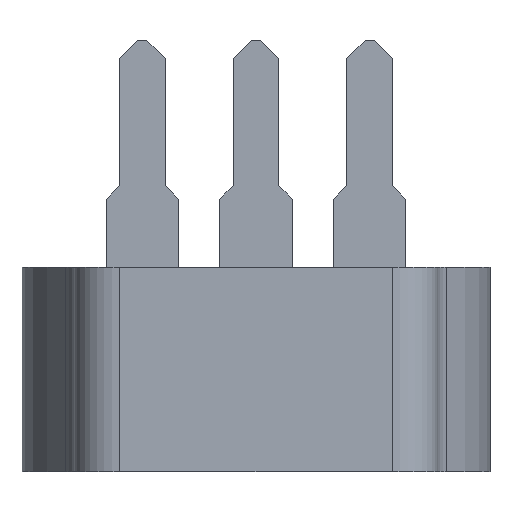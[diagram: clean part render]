
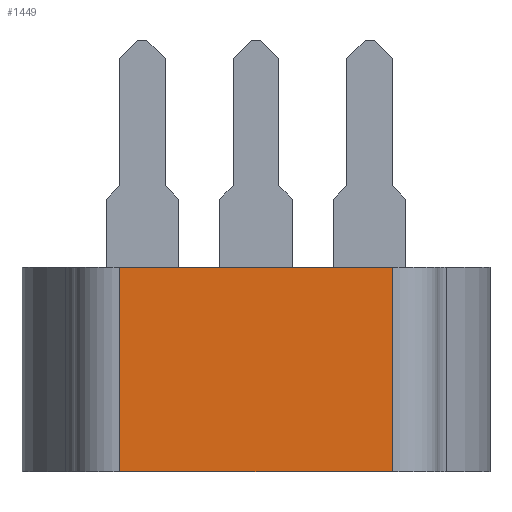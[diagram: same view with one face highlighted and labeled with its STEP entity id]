
A CAD part, front view. The second image highlights one B-rep face of the part: STEP entity #1449.
In plain terms, the highlighted planar face has unit normal (0, -1, 0).
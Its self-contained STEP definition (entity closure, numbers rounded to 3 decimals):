
#58 = ORIENTED_EDGE ( 'NONE', *, *, #1774, .F. ) ;
#93 = VERTEX_POINT ( 'NONE', #2098 ) ;
#135 = CARTESIAN_POINT ( 'NONE',  ( -4., -5.6, 0. ) ) ;
#167 = DIRECTION ( 'NONE',  ( 0., 0., -1. ) ) ;
#189 = ORIENTED_EDGE ( 'NONE', *, *, #1398, .T. ) ;
#386 = VECTOR ( 'NONE', #167, 1000. ) ;
#456 = EDGE_CURVE ( 'NONE', #769, #93, #600, .T. ) ;
#469 = VECTOR ( 'NONE', #2426, 1000. ) ;
#600 = LINE ( 'NONE', #135, #687 ) ;
#637 = ORIENTED_EDGE ( 'NONE', *, *, #1705, .T. ) ;
#687 = VECTOR ( 'NONE', #1284, 1000. ) ;
#703 = LINE ( 'NONE', #816, #2368 ) ;
#730 = LINE ( 'NONE', #2409, #386 ) ;
#754 = VERTEX_POINT ( 'NONE', #1773 ) ;
#769 = VERTEX_POINT ( 'NONE', #1386 ) ;
#816 = CARTESIAN_POINT ( 'NONE',  ( 3., -5.6, 4.5 ) ) ;
#924 = VERTEX_POINT ( 'NONE', #1026 ) ;
#986 = DIRECTION ( 'NONE',  ( 0., 0., 1. ) ) ;
#1021 = DIRECTION ( 'NONE',  ( 0., 0., 1. ) ) ;
#1026 = CARTESIAN_POINT ( 'NONE',  ( -3., -5.6, 4.5 ) ) ;
#1118 = EDGE_LOOP ( 'NONE', ( #58, #637, #2315, #189 ) ) ;
#1284 = DIRECTION ( 'NONE',  ( 1., 0., 0. ) ) ;
#1296 = AXIS2_PLACEMENT_3D ( 'NONE', #1369, #1784, #986 ) ;
#1369 = CARTESIAN_POINT ( 'NONE',  ( -4., -5.6, 4.5 ) ) ;
#1386 = CARTESIAN_POINT ( 'NONE',  ( -3., -5.6, 0. ) ) ;
#1398 = EDGE_CURVE ( 'NONE', #93, #754, #703, .T. ) ;
#1449 = ADVANCED_FACE ( 'NONE', ( #1949 ), #1589, .F. ) ;
#1589 = PLANE ( 'NONE',  #1296 ) ;
#1683 = LINE ( 'NONE', #2437, #469 ) ;
#1705 = EDGE_CURVE ( 'NONE', #924, #769, #730, .T. ) ;
#1773 = CARTESIAN_POINT ( 'NONE',  ( 3., -5.6, 4.5 ) ) ;
#1774 = EDGE_CURVE ( 'NONE', #924, #754, #1683, .T. ) ;
#1784 = DIRECTION ( 'NONE',  ( 0., 1., 0. ) ) ;
#1949 = FACE_OUTER_BOUND ( 'NONE', #1118, .T. ) ;
#2098 = CARTESIAN_POINT ( 'NONE',  ( 3., -5.6, 0. ) ) ;
#2315 = ORIENTED_EDGE ( 'NONE', *, *, #456, .T. ) ;
#2368 = VECTOR ( 'NONE', #1021, 1000. ) ;
#2409 = CARTESIAN_POINT ( 'NONE',  ( -3., -5.6, 4.5 ) ) ;
#2426 = DIRECTION ( 'NONE',  ( 1., 0., 0. ) ) ;
#2437 = CARTESIAN_POINT ( 'NONE',  ( -4., -5.6, 4.5 ) ) ;
